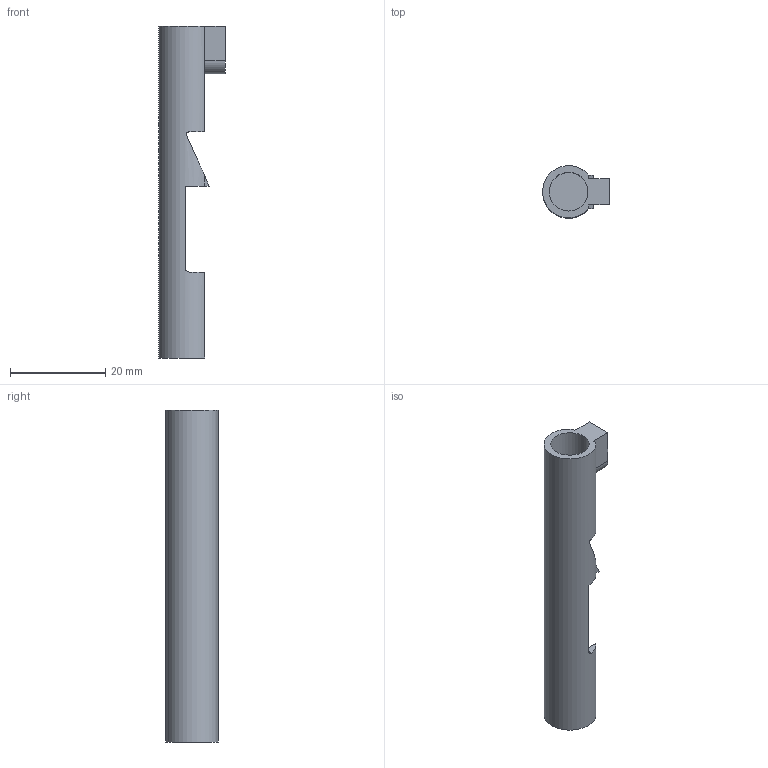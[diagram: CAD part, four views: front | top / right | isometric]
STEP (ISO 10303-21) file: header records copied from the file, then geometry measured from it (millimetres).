
FILE_DESCRIPTION(/* description */ (''),/* implementation_level */ '2;1');
FILE_NAME(/* name */ 'pieces v1.step',/* time_stamp */ '2020-12-21T19:40:51+01:00',/* author */ (''),/* organization */ (''),/* preprocessor_version */ 'ST-DEVELOPER v18.1',/* originating_system */ 'Autodesk Translation Framework v9.3.0.1241',/* authorisation */ '');
FILE_SCHEMA (('AUTOMOTIVE_DESIGN { 1 0 10303 214 3 1 1 }'));
Length unit declared in the file: millimetre
Products named in the file (1): pieces
Bounding box: 13.98 x 10.9 x 69.55 mm (x, y, z)
Volume: 3824.6 mm3; surface area: 3275.7 mm2
Topology: 1 solids, 1 shells, 25 faces, 66 edges, 44 vertices
Faces by surface type: plane 18, cylinder 7
Full cylindrical faces by diameter (mm): 8.106 x1
Entity records: 849 total; most frequent: CARTESIAN_POINT 182, ORIENTED_EDGE 132, DIRECTION 132, EDGE_CURVE 66, LINE 44, VECTOR 44, VERTEX_POINT 44, AXIS2_PLACEMENT_3D 44
